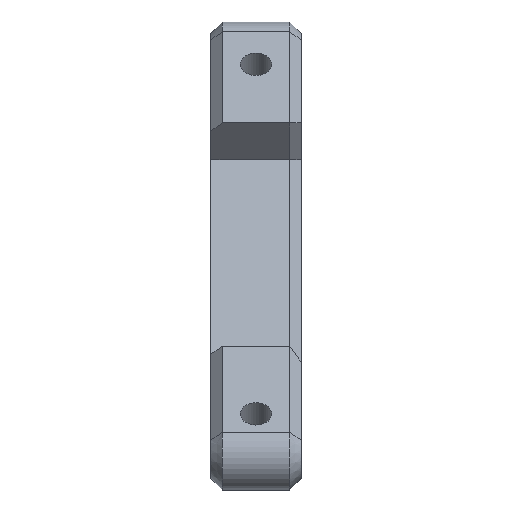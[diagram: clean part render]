
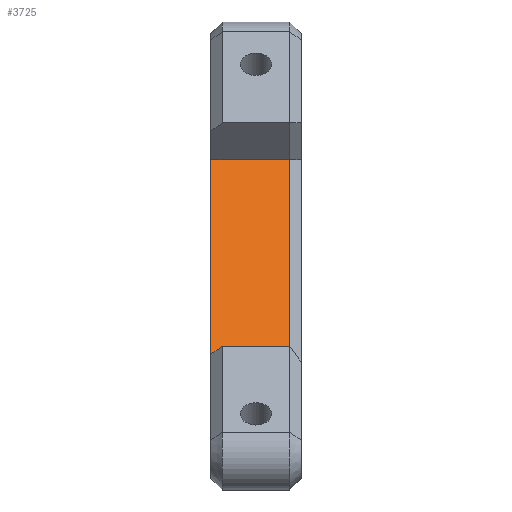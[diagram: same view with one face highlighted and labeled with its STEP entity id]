
A CAD part, front view. The second image highlights one B-rep face of the part: STEP entity #3725.
In plain terms, the highlighted planar face has unit normal (0, -0.707, 0.707).
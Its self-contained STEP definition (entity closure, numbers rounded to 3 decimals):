
#270 = PLANE('',#271);
#271 = AXIS2_PLACEMENT_3D('',#272,#273,#274);
#272 = CARTESIAN_POINT('',(60.,-142.646,-23.354));
#273 = DIRECTION('',(-0.707,0.5,-0.5));
#274 = DIRECTION('',(-0.,-0.707,-0.707));
#1281 = VERTEX_POINT('',#1282);
#1282 = CARTESIAN_POINT('',(59.5,-123.201,-3.201));
#1317 = PLANE('',#1318);
#1318 = AXIS2_PLACEMENT_3D('',#1319,#1320,#1321);
#1319 = CARTESIAN_POINT('',(50.,-123.201,-3.201));
#1320 = DIRECTION('',(0.,0.707,0.707));
#1321 = DIRECTION('',(0.,-0.707,0.707));
#1386 = VERTEX_POINT('',#1387);
#1387 = CARTESIAN_POINT('',(59.5,-143.,-23.));
#1410 = EDGE_CURVE('',#1386,#1281,#1411,.T.);
#1411 = SURFACE_CURVE('',#1412,(#1416,#1423),.PCURVE_S1.);
#1412 = LINE('',#1413,#1414);
#1413 = CARTESIAN_POINT('',(59.5,-143.,-23.));
#1414 = VECTOR('',#1415,1.);
#1415 = DIRECTION('',(0.,0.707,0.707));
#1416 = PCURVE('',#270,#1417);
#1417 = DEFINITIONAL_REPRESENTATION('',(#1418),#1422);
#1418 = LINE('',#1419,#1420);
#1419 = CARTESIAN_POINT('',(0.,0.707));
#1420 = VECTOR('',#1421,1.);
#1421 = DIRECTION('',(-1.,0.));
#1422 = ( GEOMETRIC_REPRESENTATION_CONTEXT(2) 
PARAMETRIC_REPRESENTATION_CONTEXT() REPRESENTATION_CONTEXT('2D SPACE',''
  ) );
#1423 = PCURVE('',#1424,#1429);
#1424 = PLANE('',#1425);
#1425 = AXIS2_PLACEMENT_3D('',#1426,#1427,#1428);
#1426 = CARTESIAN_POINT('',(50.,-143.,-23.));
#1427 = DIRECTION('',(0.,-0.707,0.707));
#1428 = DIRECTION('',(1.,0.,0.));
#1429 = DEFINITIONAL_REPRESENTATION('',(#1430),#1434);
#1430 = LINE('',#1431,#1432);
#1431 = CARTESIAN_POINT('',(9.5,0.));
#1432 = VECTOR('',#1433,1.);
#1433 = DIRECTION('',(0.,1.));
#1434 = ( GEOMETRIC_REPRESENTATION_CONTEXT(2) 
PARAMETRIC_REPRESENTATION_CONTEXT() REPRESENTATION_CONTEXT('2D SPACE',''
  ) );
#1532 = PLANE('',#1533);
#1533 = AXIS2_PLACEMENT_3D('',#1534,#1535,#1536);
#1534 = CARTESIAN_POINT('',(50.,-143.,-23.));
#1535 = DIRECTION('',(0.,0.707,0.707));
#1536 = DIRECTION('',(0.,-0.707,0.707));
#1667 = PLANE('',#1668);
#1668 = AXIS2_PLACEMENT_3D('',#1669,#1670,#1671);
#1669 = CARTESIAN_POINT('',(52.5,-128.922,-17.317));
#1670 = DIRECTION('',(-1.,0.,0.));
#1671 = DIRECTION('',(0.,0.,-1.));
#3606 = EDGE_CURVE('',#3607,#1281,#3609,.T.);
#3607 = VERTEX_POINT('',#3608);
#3608 = CARTESIAN_POINT('',(52.5,-123.201,-3.201));
#3609 = SURFACE_CURVE('',#3610,(#3614,#3621),.PCURVE_S1.);
#3610 = LINE('',#3611,#3612);
#3611 = CARTESIAN_POINT('',(50.,-123.201,-3.201));
#3612 = VECTOR('',#3613,1.);
#3613 = DIRECTION('',(1.,0.,0.));
#3614 = PCURVE('',#1317,#3615);
#3615 = DEFINITIONAL_REPRESENTATION('',(#3616),#3620);
#3616 = LINE('',#3617,#3618);
#3617 = CARTESIAN_POINT('',(0.,0.));
#3618 = VECTOR('',#3619,1.);
#3619 = DIRECTION('',(0.,1.));
#3620 = ( GEOMETRIC_REPRESENTATION_CONTEXT(2) 
PARAMETRIC_REPRESENTATION_CONTEXT() REPRESENTATION_CONTEXT('2D SPACE',''
  ) );
#3621 = PCURVE('',#1424,#3622);
#3622 = DEFINITIONAL_REPRESENTATION('',(#3623),#3627);
#3623 = LINE('',#3624,#3625);
#3624 = CARTESIAN_POINT('',(0.,28.));
#3625 = VECTOR('',#3626,1.);
#3626 = DIRECTION('',(1.,0.));
#3627 = ( GEOMETRIC_REPRESENTATION_CONTEXT(2) 
PARAMETRIC_REPRESENTATION_CONTEXT() REPRESENTATION_CONTEXT('2D SPACE',''
  ) );
#3725 = ADVANCED_FACE('',(#3726),#1424,.T.);
#3726 = FACE_BOUND('',#3727,.T.);
#3727 = EDGE_LOOP('',(#3728,#3729,#3750,#3771));
#3728 = ORIENTED_EDGE('',*,*,#3606,.F.);
#3729 = ORIENTED_EDGE('',*,*,#3730,.F.);
#3730 = EDGE_CURVE('',#3731,#3607,#3733,.T.);
#3731 = VERTEX_POINT('',#3732);
#3732 = CARTESIAN_POINT('',(52.5,-143.,-23.));
#3733 = SURFACE_CURVE('',#3734,(#3738,#3744),.PCURVE_S1.);
#3734 = LINE('',#3735,#3736);
#3735 = CARTESIAN_POINT('',(52.5,-138.06,-18.06));
#3736 = VECTOR('',#3737,1.);
#3737 = DIRECTION('',(0.,0.707,0.707));
#3738 = PCURVE('',#1424,#3739);
#3739 = DEFINITIONAL_REPRESENTATION('',(#3740),#3743);
#3740 = B_SPLINE_CURVE_WITH_KNOTS('',1,(#3741,#3742),.UNSPECIFIED.,.F.,
  .F.,(2,2),(-6.986,21.014),.PIECEWISE_BEZIER_KNOTS.);
#3741 = CARTESIAN_POINT('',(2.5,0.));
#3742 = CARTESIAN_POINT('',(2.5,28.));
#3743 = ( GEOMETRIC_REPRESENTATION_CONTEXT(2) 
PARAMETRIC_REPRESENTATION_CONTEXT() REPRESENTATION_CONTEXT('2D SPACE',''
  ) );
#3744 = PCURVE('',#1667,#3745);
#3745 = DEFINITIONAL_REPRESENTATION('',(#3746),#3749);
#3746 = B_SPLINE_CURVE_WITH_KNOTS('',1,(#3747,#3748),.UNSPECIFIED.,.F.,
  .F.,(2,2),(-6.986,21.014),.PIECEWISE_BEZIER_KNOTS.);
#3747 = CARTESIAN_POINT('',(5.683,14.078));
#3748 = CARTESIAN_POINT('',(-14.116,-5.721));
#3749 = ( GEOMETRIC_REPRESENTATION_CONTEXT(2) 
PARAMETRIC_REPRESENTATION_CONTEXT() REPRESENTATION_CONTEXT('2D SPACE',''
  ) );
#3750 = ORIENTED_EDGE('',*,*,#3751,.T.);
#3751 = EDGE_CURVE('',#3731,#1386,#3752,.T.);
#3752 = SURFACE_CURVE('',#3753,(#3757,#3764),.PCURVE_S1.);
#3753 = LINE('',#3754,#3755);
#3754 = CARTESIAN_POINT('',(50.,-143.,-23.));
#3755 = VECTOR('',#3756,1.);
#3756 = DIRECTION('',(1.,0.,0.));
#3757 = PCURVE('',#1424,#3758);
#3758 = DEFINITIONAL_REPRESENTATION('',(#3759),#3763);
#3759 = LINE('',#3760,#3761);
#3760 = CARTESIAN_POINT('',(0.,0.));
#3761 = VECTOR('',#3762,1.);
#3762 = DIRECTION('',(1.,0.));
#3763 = ( GEOMETRIC_REPRESENTATION_CONTEXT(2) 
PARAMETRIC_REPRESENTATION_CONTEXT() REPRESENTATION_CONTEXT('2D SPACE',''
  ) );
#3764 = PCURVE('',#1532,#3765);
#3765 = DEFINITIONAL_REPRESENTATION('',(#3766),#3770);
#3766 = LINE('',#3767,#3768);
#3767 = CARTESIAN_POINT('',(0.,0.));
#3768 = VECTOR('',#3769,1.);
#3769 = DIRECTION('',(0.,1.));
#3770 = ( GEOMETRIC_REPRESENTATION_CONTEXT(2) 
PARAMETRIC_REPRESENTATION_CONTEXT() REPRESENTATION_CONTEXT('2D SPACE',''
  ) );
#3771 = ORIENTED_EDGE('',*,*,#1410,.T.);
